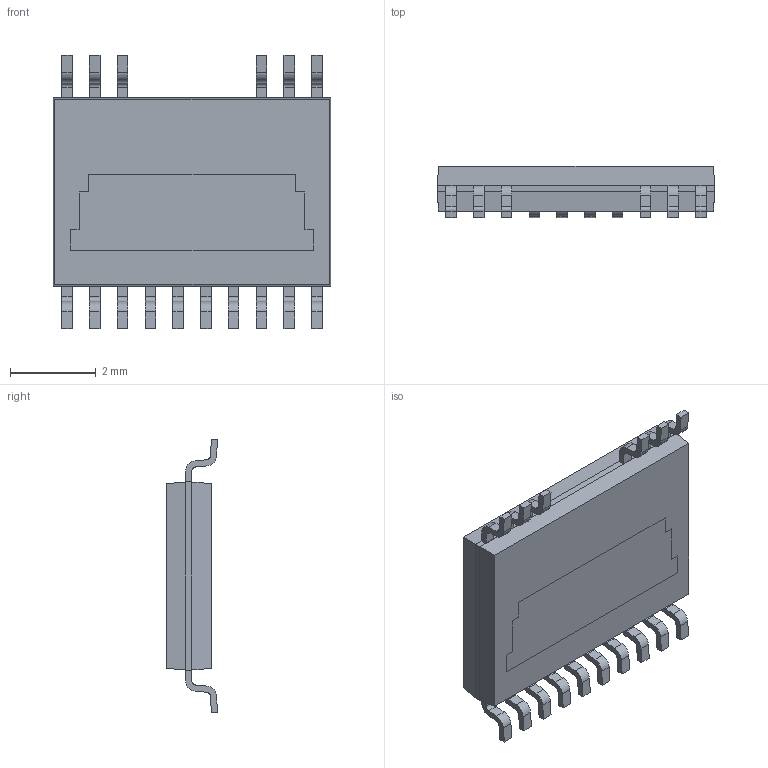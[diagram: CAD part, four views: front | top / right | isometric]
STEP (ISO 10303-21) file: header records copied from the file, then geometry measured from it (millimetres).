
FILE_DESCRIPTION (( 'STEP AP214' ), '1' );
FILE_NAME ('LT8315IFE#PBF.STEP', '2019-08-26T07:34:54', ( '' ), ( '' ), 'SwSTEP 2.0', 'SolidWorks 2017', '' );
FILE_SCHEMA (( 'AUTOMOTIVE_DESIGN' ));
Length unit declared in the file: millimetre
Products named in the file (1): LT8315IFE#PBF
Bounding box: 6.5 x 1.2 x 6.4 mm (x, y, z)
Volume: 30.4 mm3; surface area: 119.1 mm2
Topology: 18 solids, 18 shells, 268 faces, 682 edges, 452 vertices
Faces by surface type: plane 202, cylinder 66
Entity records: 8221 total; most frequent: CARTESIAN_POINT 1403, ORIENTED_EDGE 1364, DIRECTION 1352, EDGE_CURVE 682, VECTOR 550, LINE 550, VERTEX_POINT 452, AXIS2_PLACEMENT_3D 401
